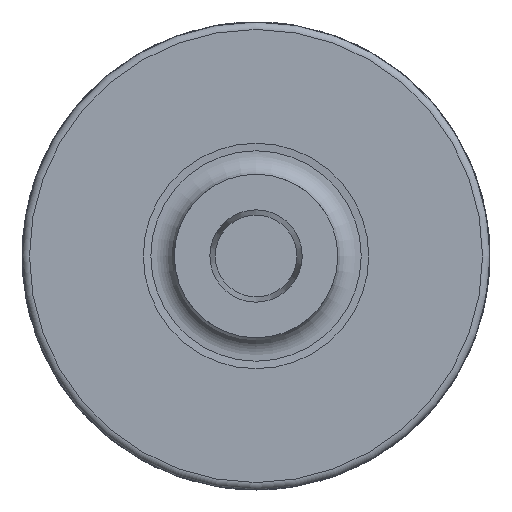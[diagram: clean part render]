
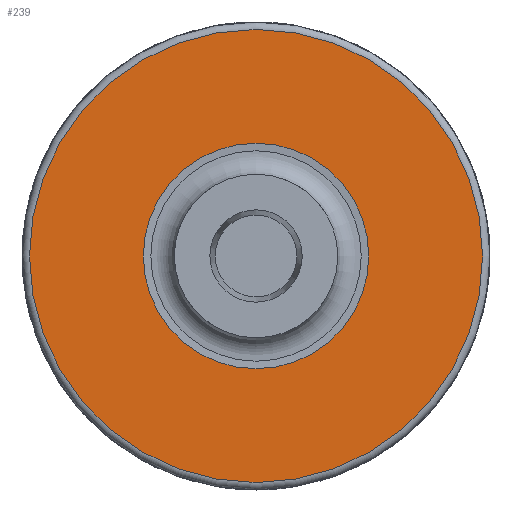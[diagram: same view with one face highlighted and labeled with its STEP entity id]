
A CAD part, left-side view. The second image highlights one B-rep face of the part: STEP entity #239.
In plain terms, the highlighted planar face has unit normal (-1, 0, 0).
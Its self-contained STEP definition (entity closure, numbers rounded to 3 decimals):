
#239=ADVANCED_FACE('',(#458,#459),#307,.F.);
#307=PLANE('',#1506);
#458=FACE_BOUND('',#565,.T.);
#459=FACE_BOUND('',#566,.T.);
#565=EDGE_LOOP('',(#801));
#566=EDGE_LOOP('',(#802));
#801=ORIENTED_EDGE('',*,*,#1282,.T.);
#802=ORIENTED_EDGE('',*,*,#1281,.F.);
#1118=VERTEX_POINT('',#2603);
#1119=VERTEX_POINT('',#2606);
#1281=EDGE_CURVE('',#1118,#1118,#1393,.T.);
#1282=EDGE_CURVE('',#1119,#1119,#1394,.T.);
#1393=CIRCLE('',#1503,30.495);
#1394=CIRCLE('',#1505,15.174);
#1503=AXIS2_PLACEMENT_3D('',#2602,#1768,#1769);
#1505=AXIS2_PLACEMENT_3D('',#2605,#1772,#1773);
#1506=AXIS2_PLACEMENT_3D('',#2607,#1774,#1775);
#1768=DIRECTION('',(1.,0.,0.));
#1769=DIRECTION('',(0.,0.,1.));
#1772=DIRECTION('',(1.,0.,0.));
#1773=DIRECTION('',(0.,0.,1.));
#1774=DIRECTION('',(1.,0.,0.));
#1775=DIRECTION('',(0.,0.,-1.));
#2602=CARTESIAN_POINT('',(93.,0.,0.));
#2603=CARTESIAN_POINT('',(93.,0.,30.495));
#2605=CARTESIAN_POINT('',(93.,0.,0.));
#2606=CARTESIAN_POINT('',(93.,0.,15.174));
#2607=CARTESIAN_POINT('',(93.,30.495,0.));
